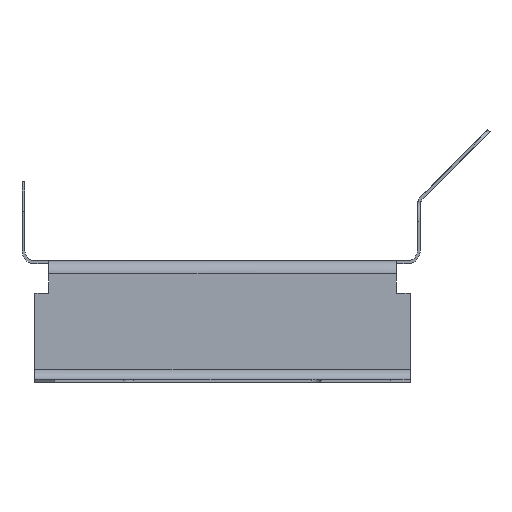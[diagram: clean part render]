
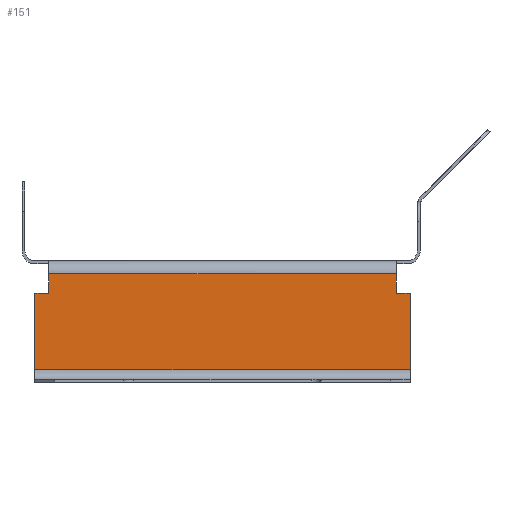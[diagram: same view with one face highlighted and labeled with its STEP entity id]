
A CAD part, left-side view. The second image highlights one B-rep face of the part: STEP entity #151.
In plain terms, the highlighted planar face has unit normal (-1, 0, 0).
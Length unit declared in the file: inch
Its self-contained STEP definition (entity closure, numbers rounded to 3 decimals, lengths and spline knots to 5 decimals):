
#151=ADVANCED_FACE('',(#271),#2392,.T.);
#271=FACE_OUTER_BOUND('',#425,.T.);
#425=EDGE_LOOP('',(#1128,#1129,#1130,#1131,#1132,#1133,#1134,#1135));
#1128=ORIENTED_EDGE('',*,*,#1294,.F.);
#1129=ORIENTED_EDGE('',*,*,#1411,.F.);
#1130=ORIENTED_EDGE('',*,*,#1533,.F.);
#1131=ORIENTED_EDGE('',*,*,#1368,.T.);
#1132=ORIENTED_EDGE('',*,*,#1313,.F.);
#1133=ORIENTED_EDGE('',*,*,#1403,.T.);
#1134=ORIENTED_EDGE('',*,*,#1401,.T.);
#1135=ORIENTED_EDGE('',*,*,#1290,.F.);
#1290=EDGE_CURVE('',#2065,#2062,#1810,.T.);
#1294=EDGE_CURVE('',#2069,#2065,#1814,.T.);
#1313=EDGE_CURVE('',#2091,#2092,#1831,.T.);
#1368=EDGE_CURVE('',#2154,#2092,#1874,.T.);
#1401=EDGE_CURVE('',#2201,#2062,#1895,.T.);
#1403=EDGE_CURVE('',#2091,#2201,#1897,.T.);
#1411=EDGE_CURVE('',#2207,#2069,#1905,.T.);
#1533=EDGE_CURVE('',#2154,#2207,#1965,.T.);
#1810=B_SPLINE_CURVE_WITH_KNOTS('',1,(#3943,#3944),.UNSPECIFIED.,.F.,.F.,
(2,2),(0.,8.8),.UNSPECIFIED.);
#1814=B_SPLINE_CURVE_WITH_KNOTS('',1,(#3951,#3952),.UNSPECIFIED.,.F.,.F.,
(2,2),(-0.5,0.),.UNSPECIFIED.);
#1831=B_SPLINE_CURVE_WITH_KNOTS('',1,(#3991,#3992),.UNSPECIFIED.,.F.,.F.,
(2,2),(0.,1.9249),.UNSPECIFIED.);
#1874=B_SPLINE_CURVE_WITH_KNOTS('',1,(#4113,#4114),.UNSPECIFIED.,.F.,.F.,
(2,2),(-9.5,0.),.UNSPECIFIED.);
#1895=B_SPLINE_CURVE_WITH_KNOTS('',1,(#4191,#4192),.UNSPECIFIED.,.F.,.F.,
(2,2),(0.,0.5),.UNSPECIFIED.);
#1897=B_SPLINE_CURVE_WITH_KNOTS('',1,(#4195,#4196),.UNSPECIFIED.,.F.,.F.,
(2,2),(0.,0.35),.UNSPECIFIED.);
#1905=B_SPLINE_CURVE_WITH_KNOTS('',1,(#4211,#4212),.UNSPECIFIED.,.F.,.F.,
(2,2),(-0.35,0.),.UNSPECIFIED.);
#1965=B_SPLINE_CURVE_WITH_KNOTS('',1,(#4549,#4550),.UNSPECIFIED.,.F.,.F.,
(2,2),(0.,1.9249),.UNSPECIFIED.);
#2062=VERTEX_POINT('',#3541);
#2065=VERTEX_POINT('',#3544);
#2069=VERTEX_POINT('',#3548);
#2091=VERTEX_POINT('',#3570);
#2092=VERTEX_POINT('',#3571);
#2154=VERTEX_POINT('',#3633);
#2201=VERTEX_POINT('',#3680);
#2207=VERTEX_POINT('',#3686);
#2392=PLANE('',#2545);
#2545=AXIS2_PLACEMENT_3D('',#3329,#2610,$);
#2610=DIRECTION('',(-1.,0.,0.));
#3329=CARTESIAN_POINT('',(-7.556,-5.70472,-0.00279));
#3541=CARTESIAN_POINT('',(-7.556,-4.4,-0.25));
#3544=CARTESIAN_POINT('',(-7.556,4.4,-0.25));
#3548=CARTESIAN_POINT('',(-7.556,4.4,-0.75));
#3570=CARTESIAN_POINT('',(-7.556,-4.75,-0.75));
#3571=CARTESIAN_POINT('',(-7.556,-4.75,-2.6749));
#3633=CARTESIAN_POINT('',(-7.556,4.75,-2.6749));
#3680=CARTESIAN_POINT('',(-7.556,-4.4,-0.75));
#3686=CARTESIAN_POINT('',(-7.556,4.75,-0.75));
#3943=CARTESIAN_POINT('',(-7.556,4.4,-0.25));
#3944=CARTESIAN_POINT('',(-7.556,-4.4,-0.25));
#3951=CARTESIAN_POINT('',(-7.556,4.4,-0.75));
#3952=CARTESIAN_POINT('',(-7.556,4.4,-0.25));
#3991=CARTESIAN_POINT('',(-7.556,-4.75,-0.75));
#3992=CARTESIAN_POINT('',(-7.556,-4.75,-2.6749));
#4113=CARTESIAN_POINT('',(-7.556,4.75,-2.6749));
#4114=CARTESIAN_POINT('',(-7.556,-4.75,-2.6749));
#4191=CARTESIAN_POINT('',(-7.556,-4.4,-0.75));
#4192=CARTESIAN_POINT('',(-7.556,-4.4,-0.25));
#4195=CARTESIAN_POINT('',(-7.556,-4.75,-0.75));
#4196=CARTESIAN_POINT('',(-7.556,-4.4,-0.75));
#4211=CARTESIAN_POINT('',(-7.556,4.75,-0.75));
#4212=CARTESIAN_POINT('',(-7.556,4.4,-0.75));
#4549=CARTESIAN_POINT('',(-7.556,4.75,-2.6749));
#4550=CARTESIAN_POINT('',(-7.556,4.75,-0.75));
